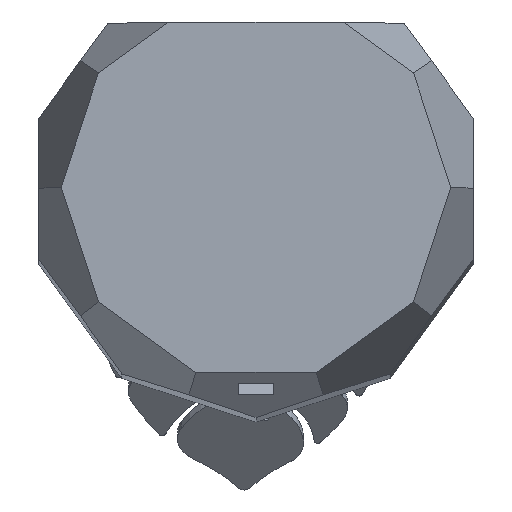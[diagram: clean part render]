
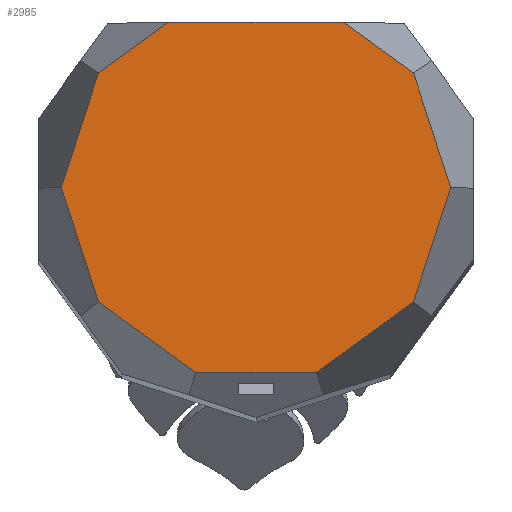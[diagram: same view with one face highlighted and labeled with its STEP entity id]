
A CAD part, front view. The second image highlights one B-rep face of the part: STEP entity #2985.
In plain terms, the highlighted face is planar.
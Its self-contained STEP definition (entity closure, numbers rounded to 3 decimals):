
#433=PLANE('',#3206);
#593=FACE_OUTER_BOUND('',#774,.T.);
#774=EDGE_LOOP('',(#2742,#2743,#2744,#2745,#2746,#2747,#2748,#2749,#2750,
#2751));
#876=LINE('',#7516,#1026);
#878=LINE('',#7521,#1028);
#882=LINE('',#7529,#1032);
#898=LINE('',#7654,#1048);
#902=LINE('',#7662,#1052);
#906=LINE('',#7670,#1056);
#911=LINE('',#7681,#1061);
#915=LINE('',#7688,#1065);
#918=LINE('',#7693,#1068);
#924=LINE('',#7705,#1074);
#1026=VECTOR('',#3559,10.);
#1028=VECTOR('',#3563,10.);
#1032=VECTOR('',#3569,10.);
#1048=VECTOR('',#3613,10.);
#1052=VECTOR('',#3619,10.);
#1056=VECTOR('',#3625,10.);
#1061=VECTOR('',#3632,10.);
#1065=VECTOR('',#3638,10.);
#1068=VECTOR('',#3643,10.);
#1074=VECTOR('',#3655,10.);
#1399=VERTEX_POINT('',#7507);
#1403=VERTEX_POINT('',#7514);
#1405=VERTEX_POINT('',#7520);
#1408=VERTEX_POINT('',#7528);
#1423=VERTEX_POINT('',#7653);
#1426=VERTEX_POINT('',#7661);
#1429=VERTEX_POINT('',#7669);
#1433=VERTEX_POINT('',#7678);
#1434=VERTEX_POINT('',#7680);
#1436=VERTEX_POINT('',#7686);
#1830=EDGE_CURVE('',#1399,#1403,#876,.T.);
#1832=EDGE_CURVE('',#1405,#1399,#878,.T.);
#1836=EDGE_CURVE('',#1408,#1405,#882,.T.);
#1859=EDGE_CURVE('',#1423,#1408,#898,.T.);
#1863=EDGE_CURVE('',#1426,#1423,#902,.T.);
#1867=EDGE_CURVE('',#1429,#1426,#906,.T.);
#1872=EDGE_CURVE('',#1434,#1433,#911,.T.);
#1876=EDGE_CURVE('',#1433,#1436,#915,.T.);
#1879=EDGE_CURVE('',#1403,#1434,#918,.T.);
#1885=EDGE_CURVE('',#1429,#1436,#924,.T.);
#2742=ORIENTED_EDGE('',*,*,#1867,.T.);
#2743=ORIENTED_EDGE('',*,*,#1863,.T.);
#2744=ORIENTED_EDGE('',*,*,#1859,.T.);
#2745=ORIENTED_EDGE('',*,*,#1836,.T.);
#2746=ORIENTED_EDGE('',*,*,#1832,.T.);
#2747=ORIENTED_EDGE('',*,*,#1830,.T.);
#2748=ORIENTED_EDGE('',*,*,#1879,.T.);
#2749=ORIENTED_EDGE('',*,*,#1872,.T.);
#2750=ORIENTED_EDGE('',*,*,#1876,.T.);
#2751=ORIENTED_EDGE('',*,*,#1885,.F.);
#2985=ADVANCED_FACE('',(#593),#433,.T.);
#3206=AXIS2_PLACEMENT_3D('',#7704,#3653,#3654);
#3559=DIRECTION('',(0.809,0.,0.588));
#3563=DIRECTION('',(1.,0.,0.));
#3569=DIRECTION('',(0.809,0.,-0.588));
#3613=DIRECTION('',(0.309,0.,-0.951));
#3619=DIRECTION('',(-0.309,0.,-0.951));
#3625=DIRECTION('',(-0.809,0.,-0.588));
#3632=DIRECTION('',(-0.309,0.,0.951));
#3638=DIRECTION('',(-0.809,0.,0.588));
#3643=DIRECTION('',(0.309,0.,0.951));
#3653=DIRECTION('center_axis',(0.,-1.,0.));
#3654=DIRECTION('ref_axis',(0.,0.,-1.));
#3655=DIRECTION('',(1.,0.,0.));
#7507=CARTESIAN_POINT('',(16.996,0.,-52.308));
#7514=CARTESIAN_POINT('',(44.496,0.,-32.328));
#7516=CARTESIAN_POINT('',(23.871,0.,-47.313));
#7520=CARTESIAN_POINT('',(-16.996,0.,-52.308));
#7521=CARTESIAN_POINT('',(-8.498,0.,-52.308));
#7528=CARTESIAN_POINT('',(-44.496,0.,-32.328));
#7529=CARTESIAN_POINT('',(-37.621,0.,-37.323));
#7653=CARTESIAN_POINT('',(-55.,0.,0.));
#7654=CARTESIAN_POINT('',(-52.374,0.,-8.082));
#7661=CARTESIAN_POINT('',(-44.496,0.,32.328));
#7662=CARTESIAN_POINT('',(-47.122,0.,24.246));
#7669=CARTESIAN_POINT('',(-24.685,0.,46.721));
#7670=CARTESIAN_POINT('',(-23.871,0.,47.313));
#7678=CARTESIAN_POINT('',(44.496,0.,32.328));
#7680=CARTESIAN_POINT('',(55.,0.,0.));
#7681=CARTESIAN_POINT('',(52.374,0.,8.082));
#7686=CARTESIAN_POINT('',(24.685,0.,46.721));
#7688=CARTESIAN_POINT('',(37.621,0.,37.323));
#7693=CARTESIAN_POINT('',(47.122,0.,-24.246));
#7704=CARTESIAN_POINT('Origin',(0.,0.,0.));
#7705=CARTESIAN_POINT('',(-20.,0.,46.721));
